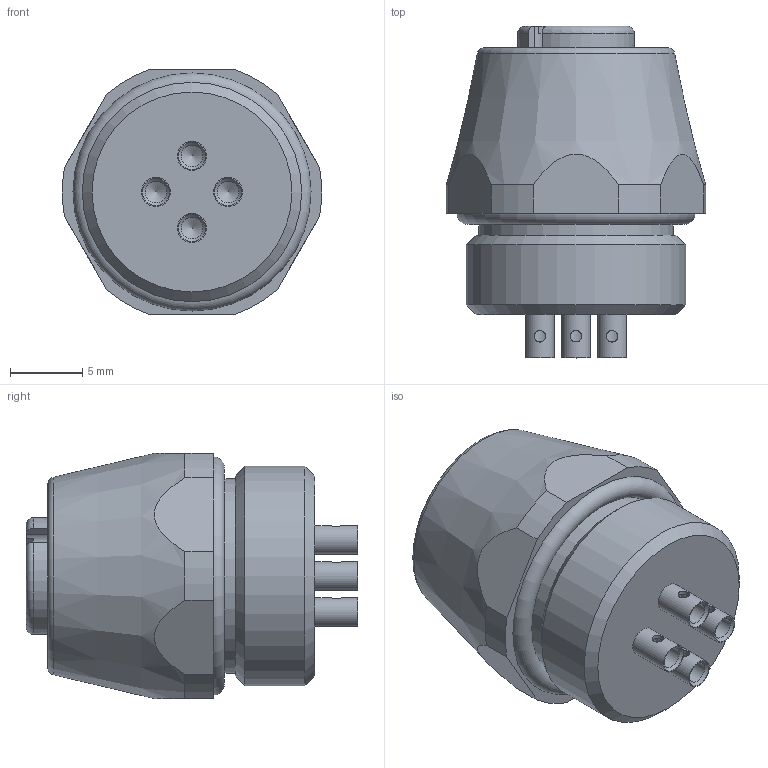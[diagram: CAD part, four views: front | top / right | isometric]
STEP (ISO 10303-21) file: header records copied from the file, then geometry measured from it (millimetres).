
FILE_DESCRIPTION(/* description */ (''),/* implementation_level */ '2;1');
FILE_NAME(/* name */ 'FB-FK4-L_stp.stp',/* time_stamp */ '2016-03-10T15:02:50+01:00',/* author */ (''),/* organization */ (''),/* preprocessor_version */ 'ST-DEVELOPER v16',/* originating_system */ 'SIEMENS PLM Software NX 10.0',/* authorisation */ '');
FILE_SCHEMA (('AUTOMOTIVE_DESIGN { 1 0 10303 214 3 1 1 1 }'));
Length unit declared in the file: millimetre
Products named in the file (1): FB-FK4-L
Bounding box: 17.96 x 23 x 17 mm (x, y, z)
Volume: 3342.1 mm3; surface area: 2020 mm2
Topology: 1 solids, 1 shells, 109 faces, 259 edges, 172 vertices
Faces by surface type: cylinder 54, plane 40, cone 11, torus 4
Full cylindrical faces by diameter (mm): 0.8 x4, 1.15 x4, 1.5 x9, 2 x4, 11 x1, 12.3 x1, 13.5 x1, 15.2 x1
Entity records: 3484 total; most frequent: CARTESIAN_POINT 1104, DIRECTION 518, ORIENTED_EDGE 402, AXIS2_PLACEMENT_3D 223, EDGE_CURVE 201, EDGE_LOOP 176, VERTEX_POINT 157, FACE_BOUND 124
